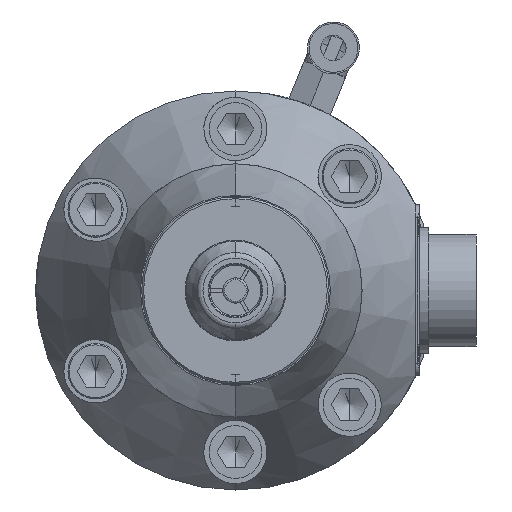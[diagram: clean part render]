
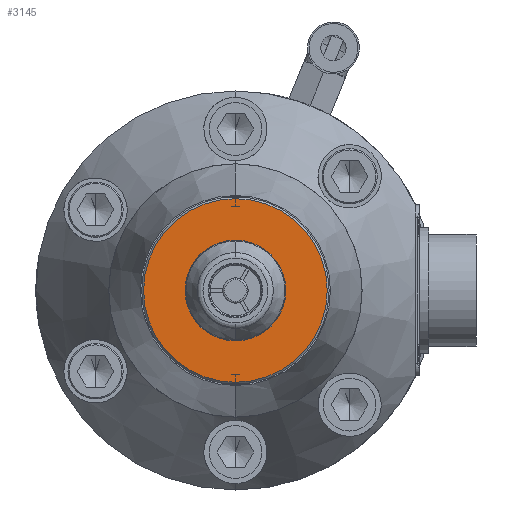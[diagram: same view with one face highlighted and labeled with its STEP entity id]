
A CAD part, left-side view. The second image highlights one B-rep face of the part: STEP entity #3145.
In plain terms, the highlighted planar face has unit normal (-1, 0, 0).
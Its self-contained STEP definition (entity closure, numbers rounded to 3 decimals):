
#195 = FACE_OUTER_BOUND ( 'NONE', #9719, .T. ) ;
#599 = CIRCLE ( 'NONE', #5022, 14.5 ) ;
#661 = AXIS2_PLACEMENT_3D ( 'NONE', #1971, #8667, #2946 ) ;
#1564 = CARTESIAN_POINT ( 'NONE',  ( -3.4, 0., 0. ) ) ;
#1971 = CARTESIAN_POINT ( 'NONE',  ( -3.4, 0., 0. ) ) ;
#2047 = PLANE ( 'NONE',  #2285 ) ;
#2285 = AXIS2_PLACEMENT_3D ( 'NONE', #6589, #11851, #11166 ) ;
#2509 = DIRECTION ( 'NONE',  ( 0., 1., 0. ) ) ;
#2673 = DIRECTION ( 'NONE',  ( -1., 0., 0. ) ) ;
#2701 = FACE_BOUND ( 'NONE', #11713, .T. ) ;
#2946 = DIRECTION ( 'NONE',  ( 0., 1., 0. ) ) ;
#3145 = ADVANCED_FACE ( 'NONE', ( #195, #2701 ), #2047, .T. ) ;
#3341 = VERTEX_POINT ( 'NONE', #3342 ) ;
#3342 = CARTESIAN_POINT ( 'NONE',  ( -3.4, 0., -14.5 ) ) ;
#3520 = CARTESIAN_POINT ( 'NONE',  ( -3.4, 0., 0. ) ) ;
#4446 = AXIS2_PLACEMENT_3D ( 'NONE', #1564, #8225, #2509 ) ;
#4466 = DIRECTION ( 'NONE',  ( 0., 0., 1. ) ) ;
#4768 = ORIENTED_EDGE ( 'NONE', *, *, #8426, .F. ) ;
#5022 = AXIS2_PLACEMENT_3D ( 'NONE', #8381, #2673, #9363 ) ;
#5252 = CARTESIAN_POINT ( 'NONE',  ( -3.4, 0., 14.5 ) ) ;
#6090 = VERTEX_POINT ( 'NONE', #5252 ) ;
#6255 = CIRCLE ( 'NONE', #4446, 6.9 ) ;
#6268 = CIRCLE ( 'NONE', #7354, 14.5 ) ;
#6454 = ORIENTED_EDGE ( 'NONE', *, *, #8930, .T. ) ;
#6589 = CARTESIAN_POINT ( 'NONE',  ( -3.4, 0., 0. ) ) ;
#6848 = VERTEX_POINT ( 'NONE', #11084 ) ;
#7113 = CIRCLE ( 'NONE', #661, 6.9 ) ;
#7234 = ORIENTED_EDGE ( 'NONE', *, *, #7889, .T. ) ;
#7354 = AXIS2_PLACEMENT_3D ( 'NONE', #3520, #10222, #4466 ) ;
#7846 = VERTEX_POINT ( 'NONE', #9174 ) ;
#7889 = EDGE_CURVE ( 'NONE', #6090, #3341, #6268, .T. ) ;
#8225 = DIRECTION ( 'NONE',  ( -1., 0., 0. ) ) ;
#8381 = CARTESIAN_POINT ( 'NONE',  ( -3.4, 0., 0. ) ) ;
#8426 = EDGE_CURVE ( 'NONE', #6848, #7846, #6255, .T. ) ;
#8584 = ORIENTED_EDGE ( 'NONE', *, *, #9723, .F. ) ;
#8667 = DIRECTION ( 'NONE',  ( -1., 0., 0. ) ) ;
#8930 = EDGE_CURVE ( 'NONE', #3341, #6090, #599, .T. ) ;
#9174 = CARTESIAN_POINT ( 'NONE',  ( -3.4, 6.9, 0. ) ) ;
#9363 = DIRECTION ( 'NONE',  ( 0., 0., 1. ) ) ;
#9719 = EDGE_LOOP ( 'NONE', ( #6454, #7234 ) ) ;
#9723 = EDGE_CURVE ( 'NONE', #7846, #6848, #7113, .T. ) ;
#10222 = DIRECTION ( 'NONE',  ( -1., 0., 0. ) ) ;
#11084 = CARTESIAN_POINT ( 'NONE',  ( -3.4, -6.9, 0. ) ) ;
#11166 = DIRECTION ( 'NONE',  ( 0., 0., 1. ) ) ;
#11713 = EDGE_LOOP ( 'NONE', ( #8584, #4768 ) ) ;
#11851 = DIRECTION ( 'NONE',  ( -1., 0., 0. ) ) ;
